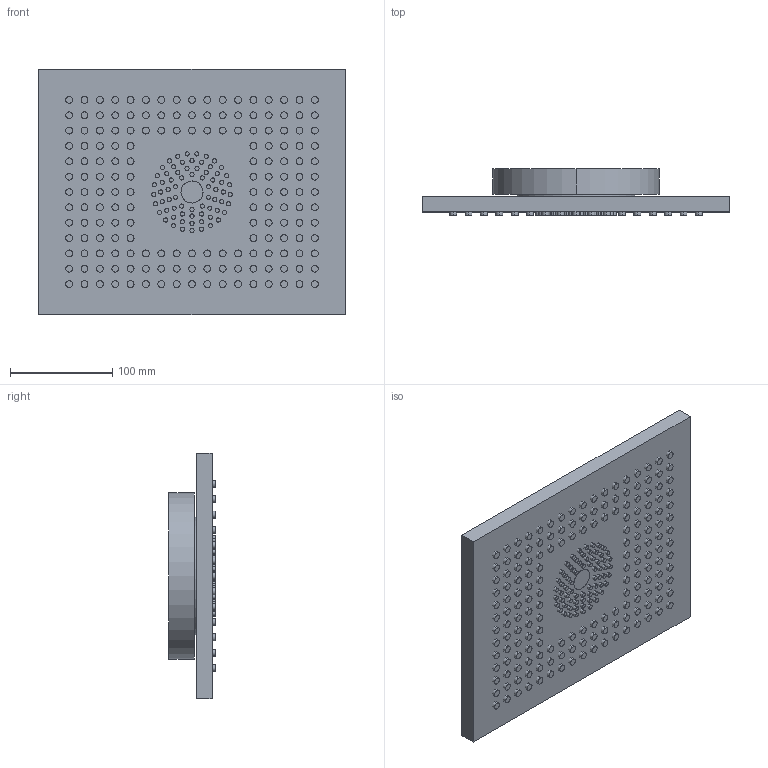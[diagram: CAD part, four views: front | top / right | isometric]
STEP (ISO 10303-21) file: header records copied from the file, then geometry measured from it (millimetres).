
FILE_DESCRIPTION (( 'STEP AP214' ), '1' );
FILE_NAME ('28042980.STEP', '2022-08-11T05:52:15', ( '' ), ( '' ), 'SwSTEP 2.0', 'SolidWorks 2020', '' );
FILE_SCHEMA (( 'AUTOMOTIVE_DESIGN' ));
Length unit declared in the file: millimetre
Products named in the file (6): 28042980; Planungsmodell_LED-+-04.10.01.225.00.90-1; Planungsmodell_Einsatz-+-09.12.01.097.90-1; Planungsmodell_Rohr_gerade-+-28.568.780-10_ _K466_116x1,85; Planungsmodell_Gehaeuse-+-09.12.05.070-1_K2_307,5 x 240 x 15,5 mit Bohrung; Planungsmodell_Rohr_gerade-+-28.568.780-10_ _K456_D163 x 25
Assembly tree (5 placements, depth 2):
  28042980
    Planungsmodell_Gehaeuse-+-09.12.05.070-1_K2_307,5 x 240 x 15,5 mit Bohrung
    Planungsmodell_Einsatz-+-09.12.01.097.90-1
    Planungsmodell_Rohr_gerade-+-28.568.780-10_ _K456_D163 x 25
    Planungsmodell_LED-+-04.10.01.225.00.90-1
    Planungsmodell_Rohr_gerade-+-28.568.780-10_ _K466_116x1,85
Bounding box: 300 x 45.35 x 240 mm (x, y, z)
Volume: 1810893.1 mm3; surface area: 368925.4 mm2
Topology: 5 solids, 5 shells, 756 faces, 1512 edges, 1008 vertices
Faces by surface type: cylinder 496, plane 260
Entity records: 20416 total; most frequent: DIRECTION 4032, CARTESIAN_POINT 3284, ORIENTED_EDGE 3024, AXIS2_PLACEMENT_3D 1756, EDGE_CURVE 1512, VERTEX_POINT 1008, EDGE_LOOP 1000, CIRCLE 992
